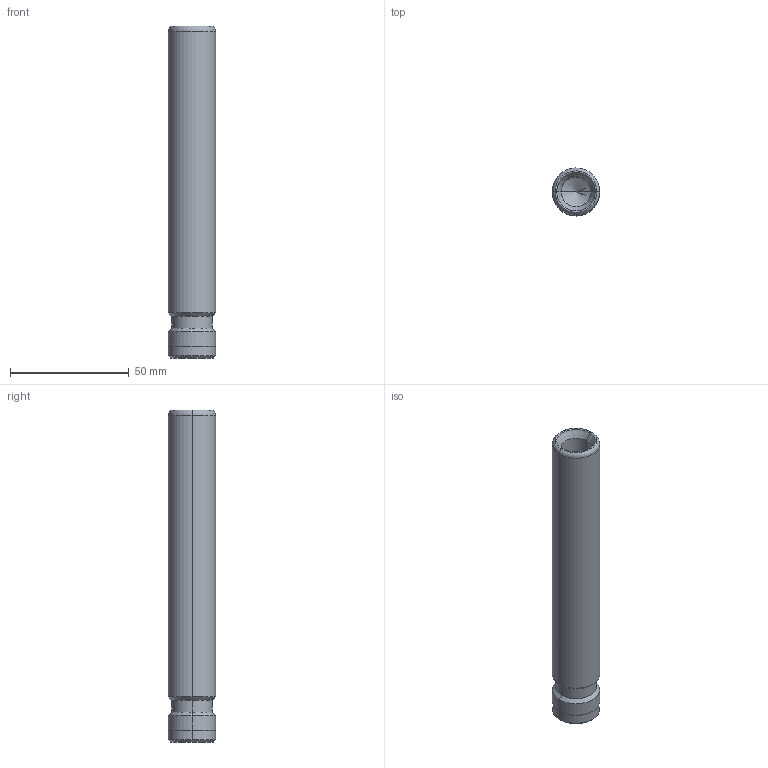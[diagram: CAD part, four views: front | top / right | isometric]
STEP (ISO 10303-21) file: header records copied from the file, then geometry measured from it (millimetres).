
FILE_DESCRIPTION (( 'STEP AP214' ), '1' );
FILE_NAME ('MGM-D20-L140.step', '2024-12-24T08:05:09', ( '' ), ( '' ), 'SwSTEP 2.0', 'SolidWorks 2016', '' );
FILE_SCHEMA (( 'AUTOMOTIVE_DESIGN' ));
Length unit declared in the file: millimetre
Products named in the file (1): MGM-D20-L140
Bounding box: 20 x 20 x 139.72 mm (x, y, z)
Volume: 38039 mm3; surface area: 10858.5 mm2
Topology: 1 solids, 1 shells, 26 faces, 52 edges, 27 vertices
Faces by surface type: cone 10, cylinder 10, torus 4, plane 2
Entity records: 708 total; most frequent: DIRECTION 134, CARTESIAN_POINT 104, ORIENTED_EDGE 100, AXIS2_PLACEMENT_3D 57, EDGE_CURVE 50, CIRCLE 30, VERTEX_POINT 27, EDGE_LOOP 27
